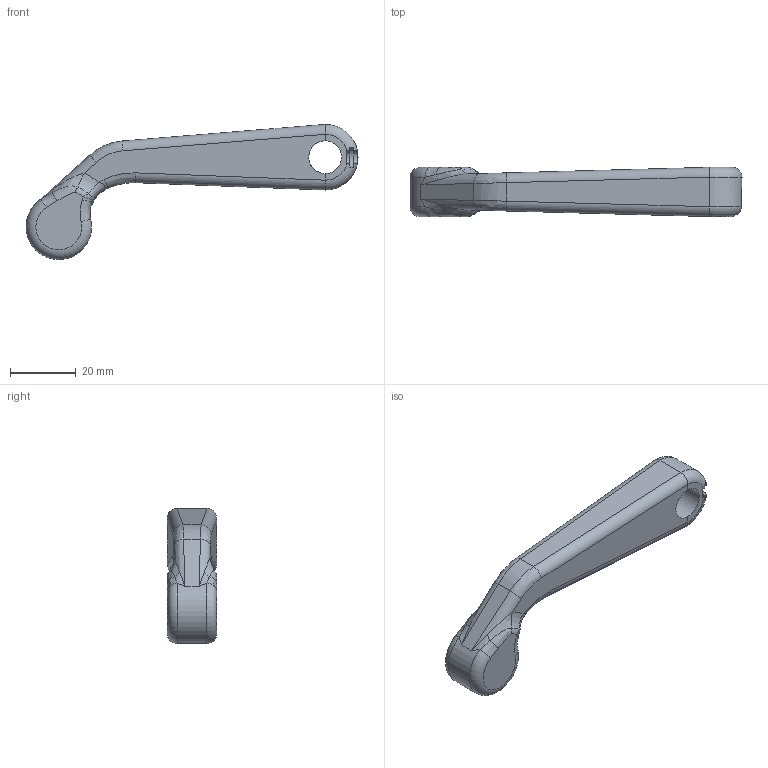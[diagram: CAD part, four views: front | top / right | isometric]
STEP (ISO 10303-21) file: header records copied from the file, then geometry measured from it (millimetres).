
FILE_DESCRIPTION(/* description */ (''),/* implementation_level */ '2;1');
FILE_NAME(/* name */ 'SAL_Leg.step',/* time_stamp */ '2025-05-21T10:17:24-04:00',/* author */ (''),/* organization */ (''),/* preprocessor_version */ 'ST-DEVELOPER v20.1',/* originating_system */ 'Autodesk Translation Framework v14.10.0.0',/* authorisation */ '');
FILE_SCHEMA (('AUTOMOTIVE_DESIGN { 1 0 10303 214 3 1 1 }'));
Length unit declared in the file: millimetre
Products named in the file (1): FusionComponent
Bounding box: 101.21 x 15 x 41.2 mm (x, y, z)
Volume: 21156.4 mm3; surface area: 6566.2 mm2
Topology: 1 solids, 1 shells, 69 faces, 181 edges, 106 vertices
Faces by surface type: bspline 33, plane 18, cylinder 13, torus 5
Full cylindrical faces by diameter (mm): 10 x1
Entity records: 3275 total; most frequent: CARTESIAN_POINT 1711, ORIENTED_EDGE 350, DIRECTION 275, EDGE_CURVE 175, AXIS2_PLACEMENT_3D 112, VERTEX_POINT 106, FACE_OUTER_BOUND 69, EDGE_LOOP 69
